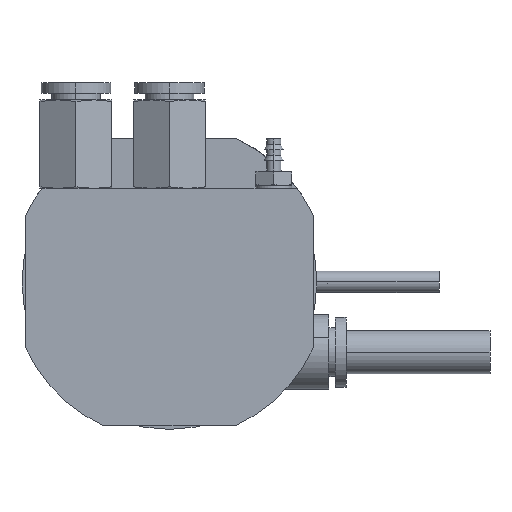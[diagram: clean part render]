
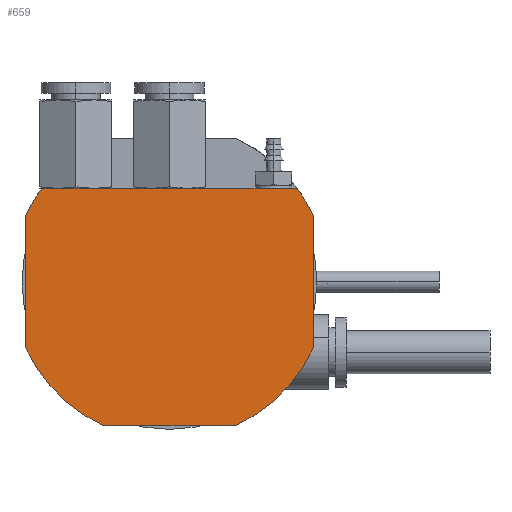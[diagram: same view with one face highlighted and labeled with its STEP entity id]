
A CAD part, front view. The second image highlights one B-rep face of the part: STEP entity #659.
In plain terms, the highlighted planar face has unit normal (0, -1, 0).
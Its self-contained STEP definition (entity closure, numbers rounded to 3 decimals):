
#459=PLANE('',#7972);
#659=ADVANCED_FACE('',(#1112),#459,.T.);
#1112=FACE_OUTER_BOUND('',#1581,.F.);
#1581=EDGE_LOOP('',(#2266,#2267,#2268,#2269,#2270,#2271,#2272,#2273,#2274,#2275,
#2276,#2277));
#2266=ORIENTED_EDGE('',*,*,#5315,.F.);
#2267=ORIENTED_EDGE('',*,*,#5288,.F.);
#2268=ORIENTED_EDGE('',*,*,#5350,.T.);
#2269=ORIENTED_EDGE('',*,*,#5353,.T.);
#2270=ORIENTED_EDGE('',*,*,#5351,.T.);
#2271=ORIENTED_EDGE('',*,*,#5354,.T.);
#2272=ORIENTED_EDGE('',*,*,#5352,.T.);
#2273=ORIENTED_EDGE('',*,*,#5304,.F.);
#2274=ORIENTED_EDGE('',*,*,#5317,.F.);
#2275=ORIENTED_EDGE('',*,*,#5305,.F.);
#2276=ORIENTED_EDGE('',*,*,#5302,.F.);
#2277=ORIENTED_EDGE('',*,*,#5290,.F.);
#4271=LINE('',#11511,#4733);
#4279=LINE('',#11524,#4741);
#4281=LINE('',#11526,#4743);
#4306=LINE('',#11701,#4768);
#4307=LINE('',#11702,#4769);
#4308=LINE('',#11703,#4770);
#4309=LINE('',#11704,#4771);
#4310=LINE('',#11705,#4772);
#4733=VECTOR('',#8962,18.33);
#4741=VECTOR('',#8980,18.33);
#4743=VECTOR('',#8982,18.33);
#4768=VECTOR('',#9007,2.35);
#4769=VECTOR('',#9008,8.204);
#4770=VECTOR('',#9009,15.35);
#4771=VECTOR('',#9010,4.796);
#4772=VECTOR('',#9011,4.796);
#5288=EDGE_CURVE('',#6873,#6872,#6264,.T.);
#5290=EDGE_CURVE('',#6869,#6868,#6265,.T.);
#5302=EDGE_CURVE('',#6868,#6863,#4271,.T.);
#5304=EDGE_CURVE('',#6859,#6858,#6269,.T.);
#5305=EDGE_CURVE('',#6863,#6857,#6270,.T.);
#5315=EDGE_CURVE('',#6872,#6869,#4279,.T.);
#5317=EDGE_CURVE('',#6857,#6859,#4281,.T.);
#5350=EDGE_CURVE('',#6873,#6822,#4306,.T.);
#5351=EDGE_CURVE('',#6821,#6820,#4307,.T.);
#5352=EDGE_CURVE('',#6819,#6858,#4308,.T.);
#5353=EDGE_CURVE('',#6822,#6821,#4309,.T.);
#5354=EDGE_CURVE('',#6820,#6819,#4310,.T.);
#6264=CIRCLE('',#7865,22.);
#6265=CIRCLE('',#7866,22.);
#6269=CIRCLE('',#7870,22.);
#6270=CIRCLE('',#7871,22.);
#6819=VERTEX_POINT('',#11406);
#6820=VERTEX_POINT('',#11407);
#6821=VERTEX_POINT('',#11408);
#6822=VERTEX_POINT('',#11409);
#6857=VERTEX_POINT('',#11444);
#6858=VERTEX_POINT('',#11445);
#6859=VERTEX_POINT('',#11446);
#6863=VERTEX_POINT('',#11450);
#6868=VERTEX_POINT('',#11455);
#6869=VERTEX_POINT('',#11456);
#6872=VERTEX_POINT('',#11459);
#6873=VERTEX_POINT('',#11460);
#7865=AXIS2_PLACEMENT_3D('',#11497,#8943,#8944);
#7866=AXIS2_PLACEMENT_3D('',#11499,#8946,#8947);
#7870=AXIS2_PLACEMENT_3D('',#11513,#8964,#8965);
#7871=AXIS2_PLACEMENT_3D('',#11514,#8966,#8967);
#7972=AXIS2_PLACEMENT_3D('',#12175,#9350,#9351);
#8943=DIRECTION('',(0.,-1.,0.));
#8944=DIRECTION('',(-0.807,0.,0.591));
#8946=DIRECTION('',(0.,-1.,0.));
#8947=DIRECTION('',(-0.909,0.,-0.417));
#8962=DIRECTION('',(1.,0.,0.));
#8964=DIRECTION('',(0.,-1.,0.));
#8965=DIRECTION('',(0.909,0.,0.417));
#8966=DIRECTION('',(0.,-1.,0.));
#8967=DIRECTION('',(0.417,0.,-0.909));
#8980=DIRECTION('',(0.,0.,-1.));
#8982=DIRECTION('',(0.,0.,1.));
#9007=DIRECTION('',(1.,0.,0.));
#9008=DIRECTION('',(1.,0.,0.));
#9009=DIRECTION('',(1.,0.,0.));
#9010=DIRECTION('',(1.,0.,0.));
#9011=DIRECTION('',(1.,0.,0.));
#9350=DIRECTION('',(0.,-1.,0.));
#9351=DIRECTION('',(-1.,0.,0.));
#11406=CARTESIAN_POINT('',(-18.102,37.05,
-275.9));
#11407=CARTESIAN_POINT('',(-22.898,37.05,
-275.9));
#11408=CARTESIAN_POINT('',(-31.102,37.05,
-275.9));
#11409=CARTESIAN_POINT('',(-35.898,37.05,
-275.9));
#11444=CARTESIAN_POINT('',(-0.5,37.05,
-298.065));
#11445=CARTESIAN_POINT('',(-2.752,37.05,-275.9));
#11446=CARTESIAN_POINT('',(-0.5,37.05,
-279.735));
#11450=CARTESIAN_POINT('',(-11.335,37.05,
-308.9));
#11455=CARTESIAN_POINT('',(-29.665,37.05,
-308.9));
#11456=CARTESIAN_POINT('',(-40.5,37.05,
-298.065));
#11459=CARTESIAN_POINT('',(-40.5,37.05,
-279.735));
#11460=CARTESIAN_POINT('',(-38.248,37.05,
-275.9));
#11497=CARTESIAN_POINT('',(-20.5,37.05,
-288.9));
#11499=CARTESIAN_POINT('',(-20.5,37.05,
-288.9));
#11511=CARTESIAN_POINT('',(-29.665,37.05,
-308.9));
#11513=CARTESIAN_POINT('',(-20.5,37.05,
-288.9));
#11514=CARTESIAN_POINT('',(-20.5,37.05,
-288.9));
#11524=CARTESIAN_POINT('',(-40.5,37.05,
-279.735));
#11526=CARTESIAN_POINT('',(-0.5,37.05,
-298.065));
#11701=CARTESIAN_POINT('',(-38.248,37.05,
-275.9));
#11702=CARTESIAN_POINT('',(-31.102,37.05,
-275.9));
#11703=CARTESIAN_POINT('',(-18.102,37.05,
-275.9));
#11704=CARTESIAN_POINT('',(-35.898,37.05,
-275.9));
#11705=CARTESIAN_POINT('',(-22.898,37.05,
-275.9));
#12175=CARTESIAN_POINT('',(-0.1,37.05,
-268.5));
